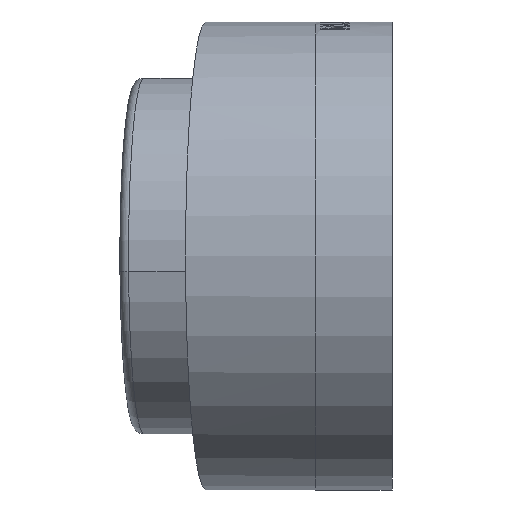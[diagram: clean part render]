
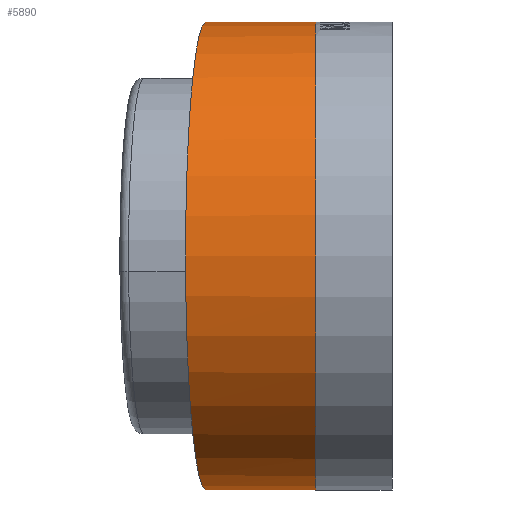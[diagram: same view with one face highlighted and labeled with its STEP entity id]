
A CAD part, left-side view. The second image highlights one B-rep face of the part: STEP entity #5890.
In plain terms, the highlighted toroidal (fillet/blend) face has major radius 1317.8 mm and minor radius 245 mm.
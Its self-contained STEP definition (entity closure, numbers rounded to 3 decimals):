
#111 = CARTESIAN_POINT ( 'NONE',  ( 0.001, 4.796, -245. ) ) ;
#176 = CARTESIAN_POINT ( 'NONE',  ( 0.262, 38.369, -245. ) ) ;
#266 = CARTESIAN_POINT ( 'NONE',  ( 0.105, 23.984, 245. ) ) ;
#315 = CARTESIAN_POINT ( 'NONE',  ( 2.512, 115.073, -244.987 ) ) ;
#620 = AXIS2_PLACEMENT_3D ( 'NONE', #3094, #13144, #2004 ) ;
#686 = TOROIDAL_SURFACE ( 'NONE', #4117, 1317.803, 245. ) ;
#773 = ORIENTED_EDGE ( 'NONE', *, *, #8272, .F. ) ;
#1140 = CARTESIAN_POINT ( 'NONE',  ( 0.003, 4.8, 245. ) ) ;
#1362 = EDGE_CURVE ( 'NONE', #6137, #3723, #6892, .T. ) ;
#1399 = CARTESIAN_POINT ( 'NONE',  ( 0., 0., -245. ) ) ;
#2004 = DIRECTION ( 'NONE',  ( 0., 0., 1. ) ) ;
#2848 = VERTEX_POINT ( 'NONE', #10843 ) ;
#3094 = CARTESIAN_POINT ( 'NONE',  ( 5.015, 114.854, 0. ) ) ;
#3723 = VERTEX_POINT ( 'NONE', #11164 ) ;
#4020 = ORIENTED_EDGE ( 'NONE', *, *, #12474, .F. ) ;
#4117 = AXIS2_PLACEMENT_3D ( 'NONE', #14160, #11003, #7555 ) ;
#4805 = EDGE_LOOP ( 'NONE', ( #773, #5365, #4020, #10179 ) ) ;
#5220 = DIRECTION ( 'NONE',  ( 0., -1., 0. ) ) ;
#5365 = ORIENTED_EDGE ( 'NONE', *, *, #1362, .F. ) ;
#5512 = CARTESIAN_POINT ( 'NONE',  ( 0., 0., 245. ) ) ;
#5519 = AXIS2_PLACEMENT_3D ( 'NONE', #6363, #5220, #9606 ) ;
#5778 = CARTESIAN_POINT ( 'NONE',  ( 0.013, 9.593, -245. ) ) ;
#5890 = ADVANCED_FACE ( 'NONE', ( #8849 ), #686, .T. ) ;
#6137 = VERTEX_POINT ( 'NONE', #8749 ) ;
#6363 = CARTESIAN_POINT ( 'NONE',  ( 0., 0., 0. ) ) ;
#6585 = CARTESIAN_POINT ( 'NONE',  ( 0.065, 19.188, 245. ) ) ;
#6658 = CARTESIAN_POINT ( 'NONE',  ( 0.419, 47.963, 245. ) ) ;
#6732 = CARTESIAN_POINT ( 'NONE',  ( 2.512, 115.073, 244.987 ) ) ;
#6821 = CIRCLE ( 'NONE', #620, 245. ) ;
#6892 = CIRCLE ( 'NONE', #5519, 245. ) ;
#7555 = DIRECTION ( 'NONE',  ( -1., 0., 0. ) ) ;
#7748 = CARTESIAN_POINT ( 'NONE',  ( 0.262, 38.372, 245. ) ) ;
#8272 = EDGE_CURVE ( 'NONE', #3723, #8459, #12556, .T. ) ;
#8459 = VERTEX_POINT ( 'NONE', #315 ) ;
#8749 = CARTESIAN_POINT ( 'NONE',  ( 0., 0., 245. ) ) ;
#8849 = FACE_OUTER_BOUND ( 'NONE', #4805, .T. ) ;
#8876 = CARTESIAN_POINT ( 'NONE',  ( 0.419, 47.96, -245. ) ) ;
#8946 = CARTESIAN_POINT ( 'NONE',  ( 0.105, 23.981, -245. ) ) ;
#9037 = CARTESIAN_POINT ( 'NONE',  ( 1.675, 95.907, 244.996 ) ) ;
#9606 = DIRECTION ( 'NONE',  ( 0., 0., -1. ) ) ;
#9883 = CARTESIAN_POINT ( 'NONE',  ( 0.065, 19.185, -245. ) ) ;
#9900 = CARTESIAN_POINT ( 'NONE',  ( 0.016, 9.596, 245. ) ) ;
#10093 = CARTESIAN_POINT ( 'NONE',  ( 1.047, 76.731, -244.998 ) ) ;
#10112 = CARTESIAN_POINT ( 'NONE',  ( 1.047, 76.733, 244.998 ) ) ;
#10179 = ORIENTED_EDGE ( 'NONE', *, *, #11861, .F. ) ;
#10843 = CARTESIAN_POINT ( 'NONE',  ( 2.512, 115.073, 244.987 ) ) ;
#10974 = CARTESIAN_POINT ( 'NONE',  ( 0.026, 11.994, 245. ) ) ;
#11003 = DIRECTION ( 'NONE',  ( 0., 0., -1. ) ) ;
#11164 = CARTESIAN_POINT ( 'NONE',  ( 0., 0., -245. ) ) ;
#11861 = EDGE_CURVE ( 'NONE', #8459, #2848, #6821, .T. ) ;
#12354 = B_SPLINE_CURVE_WITH_KNOTS ( 'NONE', 3,
 ( #6732, #9037, #10112, #6658, #7748, #266, #6585, #10974, #9900, #1140, #13268, #5512 ),
 .UNSPECIFIED., .F., .F.,
 ( 4, 2, 2, 2, 2, 4 ),
 ( 2.404, 2.461, 2.49, 2.504, 2.512, 2.519 ),
 .UNSPECIFIED. ) ;
#12385 = CARTESIAN_POINT ( 'NONE',  ( 2.512, 115.073, -244.987 ) ) ;
#12474 = EDGE_CURVE ( 'NONE', #2848, #6137, #12354, .T. ) ;
#12556 = B_SPLINE_CURVE_WITH_KNOTS ( 'NONE', 3,
 ( #1399, #111, #5778, #9883, #8946, #176, #8876, #10093, #13182, #12385 ),
 .UNSPECIFIED., .F., .F.,
 ( 4, 2, 2, 2, 4 ),
 ( -0.002, 0.013, 0.027, 0.056, 0.113 ),
 .UNSPECIFIED. ) ;
#13144 = DIRECTION ( 'NONE',  ( 0.087, 0.996, 0. ) ) ;
#13182 = CARTESIAN_POINT ( 'NONE',  ( 1.675, 95.907, -244.996 ) ) ;
#13268 = CARTESIAN_POINT ( 'NONE',  ( 0.001, 2.403, 245. ) ) ;
#14160 = CARTESIAN_POINT ( 'NONE',  ( 1317.803, 0., 0. ) ) ;
